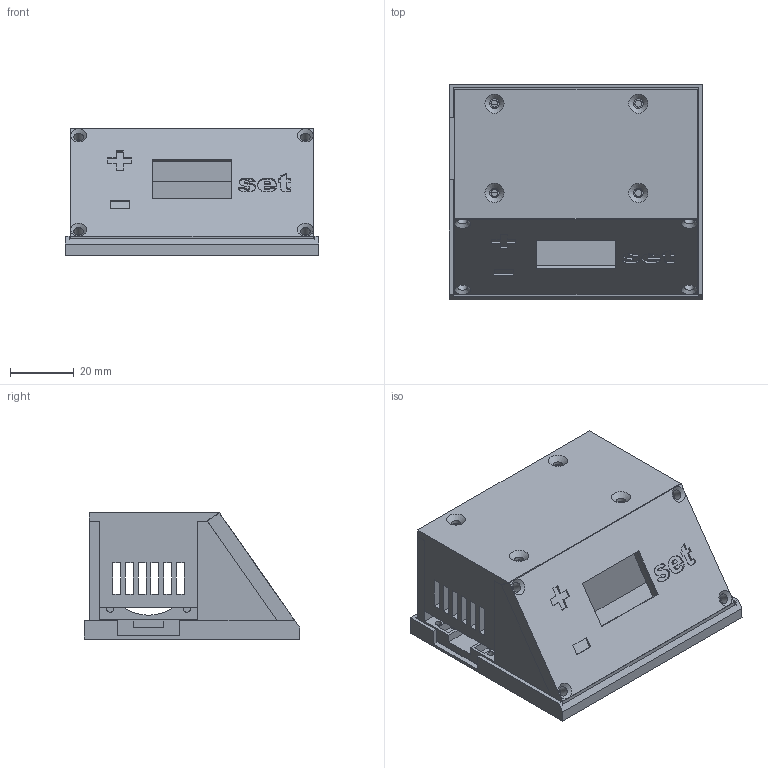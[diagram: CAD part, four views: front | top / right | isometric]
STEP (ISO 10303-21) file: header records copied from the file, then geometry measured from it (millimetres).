
FILE_DESCRIPTION();
FILE_NAME();
FILE_SCHEMA ();
Length unit declared in the file: millimetre
Products named in the file (5): Baugruppe; ESP32; Case_base_v3; Cover; RubberCover
Assembly tree (4 placements, depth 2):
  Baugruppe
    ESP32
    Case_base_v3
    Cover
    RubberCover
Bounding box: 79.5 x 67.66 x 39.58 mm (x, y, z)
Volume: 69472.5 mm3; surface area: 54228.8 mm2
Topology: 4 solids, 4 shells, 318 faces, 869 edges, 575 vertices
Faces by surface type: plane 253, bspline 32, cylinder 25, cone 8
Full cylindrical faces by diameter (mm): 2 x4, 2.2 x12, 3 x8, 28 x1
Entity records: 10338 total; most frequent: CARTESIAN_POINT 2182, ORIENTED_EDGE 1738, DIRECTION 1469, EDGE_CURVE 869, LINE 729, VECTOR 729, VERTEX_POINT 575, EDGE_LOOP 378
